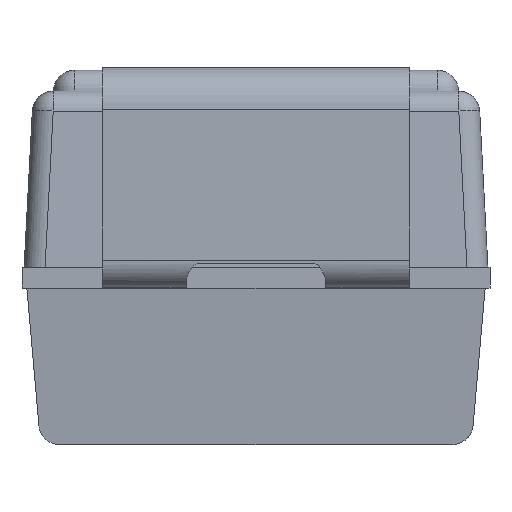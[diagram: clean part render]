
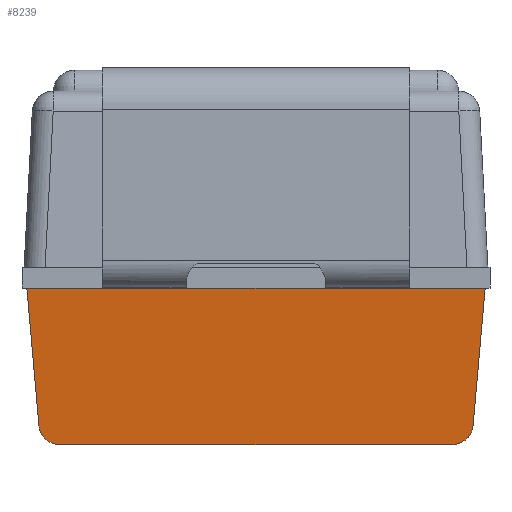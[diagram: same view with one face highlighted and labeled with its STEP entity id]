
A CAD part, front view. The second image highlights one B-rep face of the part: STEP entity #8239.
In plain terms, the highlighted planar face has unit normal (0, -0.996, -0.087).
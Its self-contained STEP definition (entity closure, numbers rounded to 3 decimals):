
#7074=CARTESIAN_POINT('',(-1.405,-2.777,-1.12));
#7075=VERTEX_POINT('',#7074);
#7082=CARTESIAN_POINT('',(-1.554,-2.789,-0.983));
#7083=VERTEX_POINT('',#7082);
#7084=CARTESIAN_POINT('',(-1.405,-2.79,-0.97));
#7085=DIRECTION('',(0.0,0.996,0.087));
#7086=DIRECTION('',(0.,0.087,-0.996));
#7087=AXIS2_PLACEMENT_3D('',#7084,#7085,#7086);
#7088=ELLIPSE('',#7087,0.151,0.15);
#7089=EDGE_CURVE('',#7075,#7083,#7088,.T.);
#7778=CARTESIAN_POINT('',(-1.64,-2.875,0.0));
#7779=VERTEX_POINT('',#7778);
#7907=CARTESIAN_POINT('',(1.64,-2.875,0.0));
#7908=VERTEX_POINT('',#7907);
#7909=CARTESIAN_POINT('',(-1.64,-2.875,0.0));
#7910=DIRECTION('',(1.0,0.0,0.0));
#7911=VECTOR('',#7910,3.28);
#7912=LINE('',#7909,#7911);
#7913=EDGE_CURVE('',#7779,#7908,#7912,.T.);
#7952=CARTESIAN_POINT('',(1.405,-2.777,-1.12));
#7953=VERTEX_POINT('',#7952);
#7960=CARTESIAN_POINT('',(-1.405,-2.777,-1.12));
#7961=DIRECTION('',(1.0,0.0,0.0));
#7962=VECTOR('',#7961,2.809);
#7963=LINE('',#7960,#7962);
#7964=EDGE_CURVE('',#7075,#7953,#7963,.T.);
#8196=CARTESIAN_POINT('',(1.554,-2.789,-0.983));
#8197=VERTEX_POINT('',#8196);
#8204=CARTESIAN_POINT('',(1.405,-2.79,-0.97));
#8205=DIRECTION('',(0.0,0.996,0.087));
#8206=DIRECTION('',(0.,0.087,-0.996));
#8207=AXIS2_PLACEMENT_3D('',#8204,#8205,#8206);
#8208=ELLIPSE('',#8207,0.151,0.15);
#8209=EDGE_CURVE('',#8197,#7953,#8208,.T.);
#8216=CARTESIAN_POINT('',(1.804,-2.88,0.056));
#8217=DIRECTION('',(0.0,-0.996,-0.087));
#8218=DIRECTION('',(0.0,0.087,-0.996));
#8219=AXIS2_PLACEMENT_3D('',#8216,#8217,#8218);
#8220=PLANE('',#8219);
#8221=ORIENTED_EDGE('',*,*,#7089,.F.);
#8222=ORIENTED_EDGE('',*,*,#7964,.T.);
#8223=ORIENTED_EDGE('',*,*,#8209,.F.);
#8224=CARTESIAN_POINT('',(1.64,-2.875,0.0));
#8225=DIRECTION('',(-0.087,0.087,-0.992));
#8226=VECTOR('',#8225,0.991);
#8227=LINE('',#8224,#8226);
#8228=EDGE_CURVE('',#7908,#8197,#8227,.T.);
#8229=ORIENTED_EDGE('',*,*,#8228,.F.);
#8230=ORIENTED_EDGE('',*,*,#7913,.F.);
#8231=CARTESIAN_POINT('',(-1.64,-2.875,0.0));
#8232=DIRECTION('',(0.087,0.087,-0.992));
#8233=VECTOR('',#8232,0.991);
#8234=LINE('',#8231,#8233);
#8235=EDGE_CURVE('',#7779,#7083,#8234,.T.);
#8236=ORIENTED_EDGE('',*,*,#8235,.T.);
#8237=EDGE_LOOP('',(#8221,#8222,#8223,#8229,#8230,#8236));
#8238=FACE_OUTER_BOUND('',#8237,.T.);
#8239=ADVANCED_FACE('',(#8238),#8220,.T.);
